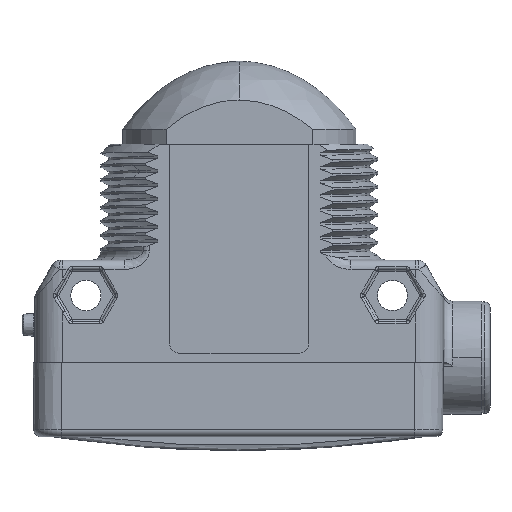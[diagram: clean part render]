
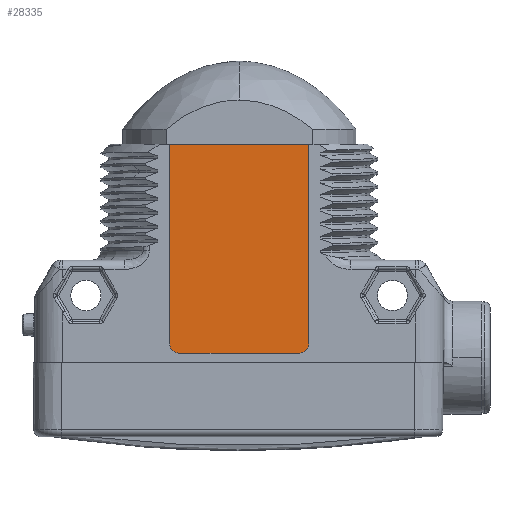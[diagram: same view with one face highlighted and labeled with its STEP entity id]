
A CAD part, left-side view. The second image highlights one B-rep face of the part: STEP entity #28335.
In plain terms, the highlighted planar face has unit normal (-1, 0, 0).
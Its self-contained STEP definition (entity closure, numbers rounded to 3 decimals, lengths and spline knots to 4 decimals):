
#3039=DIRECTION('',(0.,1.,0.));
#3040=VECTOR('',#3039,0.5906);
#3041=CARTESIAN_POINT('',(0.0079,0.5709,
0.4921));
#3042=LINE('',#3041,#3040);
#3136=DIRECTION('',(0.,0.,1.));
#3137=VECTOR('',#3136,0.8465);
#3138=CARTESIAN_POINT('',(0.0079,0.5709,
-0.3543));
#3139=LINE('',#3138,#3137);
#3140=CARTESIAN_POINT('',(0.0079,0.6102,
-0.3543));
#3141=DIRECTION('',(-1.,0.,0.));
#3142=DIRECTION('',(0.,0.,-1.));
#3143=AXIS2_PLACEMENT_3D('',#3140,#3141,#3142);
#3145=DIRECTION('',(0.,-1.,0.));
#3146=VECTOR('',#3145,0.5118);
#3147=CARTESIAN_POINT('',(0.0079,1.122,
-0.3937));
#3148=LINE('',#3147,#3146);
#3149=CARTESIAN_POINT('',(0.0079,1.122,
-0.3543));
#3150=DIRECTION('',(-1.,0.,0.));
#3151=DIRECTION('',(0.,1.,0.));
#3152=AXIS2_PLACEMENT_3D('',#3149,#3150,#3151);
#3154=DIRECTION('',(0.,0.,-1.));
#3155=VECTOR('',#3154,0.8465);
#3156=CARTESIAN_POINT('',(0.0079,1.1614,
0.4921));
#3157=LINE('',#3156,#3155);
#22766=CARTESIAN_POINT('',(0.0079,1.1614,
-0.3543));
#22767=CARTESIAN_POINT('',(0.0079,1.122,
-0.3937));
#22768=VERTEX_POINT('',#22766);
#22769=VERTEX_POINT('',#22767);
#22770=CARTESIAN_POINT('',(0.0079,0.6102,
-0.3937));
#22771=VERTEX_POINT('',#22770);
#22772=CARTESIAN_POINT('',(0.0079,0.5709,
-0.3543));
#22773=VERTEX_POINT('',#22772);
#22786=CARTESIAN_POINT('',(0.0079,0.5709,
0.4921));
#22787=CARTESIAN_POINT('',(0.0079,1.1614,
0.4921));
#22788=VERTEX_POINT('',#22786);
#22789=VERTEX_POINT('',#22787);
#28322=CARTESIAN_POINT('',(0.0079,0.,0.));
#28323=DIRECTION('',(-1.,0.,0.));
#28324=DIRECTION('',(0.,0.,1.));
#28325=AXIS2_PLACEMENT_3D('',#28322,#28323,#28324);
#28326=PLANE('',#28325);
#28327=ORIENTED_EDGE('',*,*,#28147,.F.);
#28328=ORIENTED_EDGE('',*,*,#28261,.F.);
#28329=ORIENTED_EDGE('',*,*,#28275,.F.);
#28330=ORIENTED_EDGE('',*,*,#28289,.F.);
#28331=ORIENTED_EDGE('',*,*,#28303,.F.);
#28332=ORIENTED_EDGE('',*,*,#28316,.F.);
#28333=EDGE_LOOP('',(#28327,#28328,#28329,#28330,#28331,#28332));
#28334=FACE_OUTER_BOUND('',#28333,.F.);
#28335=ADVANCED_FACE('',(#28334),#28326,.T.);
#3144=CIRCLE('',#3143,0.0394);
#3153=CIRCLE('',#3152,0.0394);
#28147=EDGE_CURVE('',#22788,#22789,#3042,.T.);
#28261=EDGE_CURVE('',#22773,#22788,#3139,.T.);
#28275=EDGE_CURVE('',#22771,#22773,#3144,.T.);
#28289=EDGE_CURVE('',#22769,#22771,#3148,.T.);
#28303=EDGE_CURVE('',#22768,#22769,#3153,.T.);
#28316=EDGE_CURVE('',#22789,#22768,#3157,.T.);
